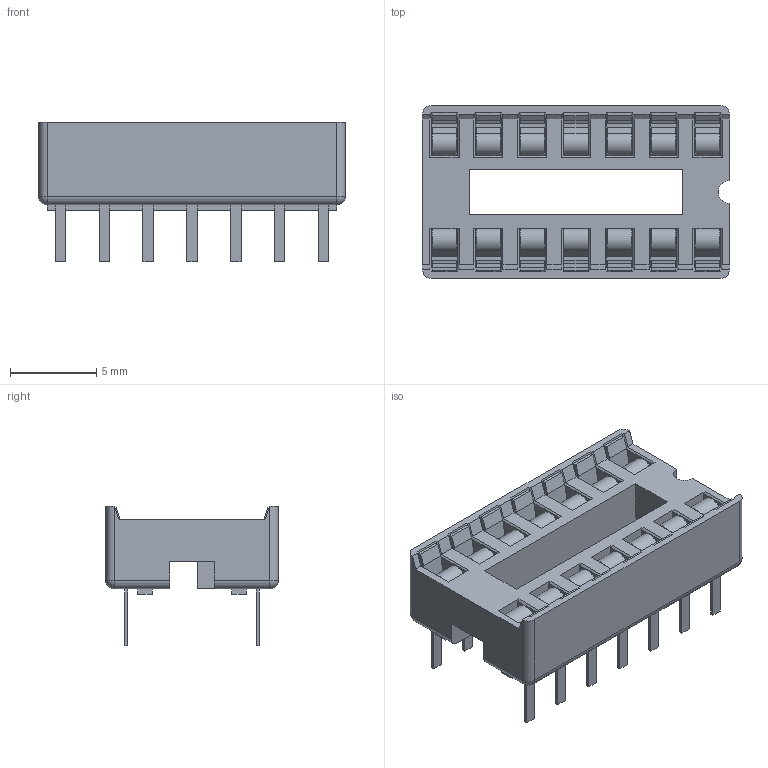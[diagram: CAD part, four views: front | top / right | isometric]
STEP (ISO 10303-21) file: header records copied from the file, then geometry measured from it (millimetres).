
FILE_DESCRIPTION((''),'2;1');
FILE_NAME('C-1-2199298-3','2014-11-04T',('workeradm'),('Tyco Electronics Ltd.'),'PRO/ENGINEER BY PARAMETRIC TECHNOLOGY CORPORATION, 2014090','PRO/ENGINEER BY PARAMETRIC TECHNOLOGY CORPORATION, 2014090','');
FILE_SCHEMA(('AUTOMOTIVE_DESIGN { 1 0 10303 214 1 1 1 1 }'));
Length unit declared in the file: millimetre
Products named in the file (1): C-1-2199298-3
Bounding box: 17.78 x 10 x 8.1 mm (x, y, z)
Volume: 554.6 mm3; surface area: 962.9 mm2
Topology: 1 solids, 1 shells, 464 faces, 1295 edges, 832 vertices
Faces by surface type: plane 421, cylinder 39, sphere 4
Entity records: 9632 total; most frequent: ORIENTED_EDGE 2590, EDGE_CURVE 1295, LINE 1217, CARTESIAN_POINT 1006, VERTEX_POINT 832, EDGE_LOOP 493, FACE_OUTER_BOUND 464, ADVANCED_FACE 464
